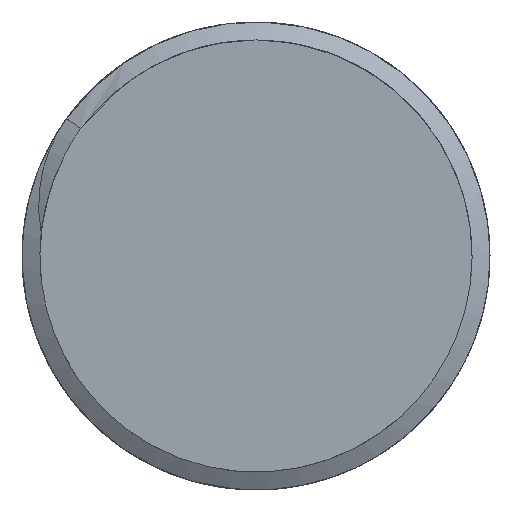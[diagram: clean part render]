
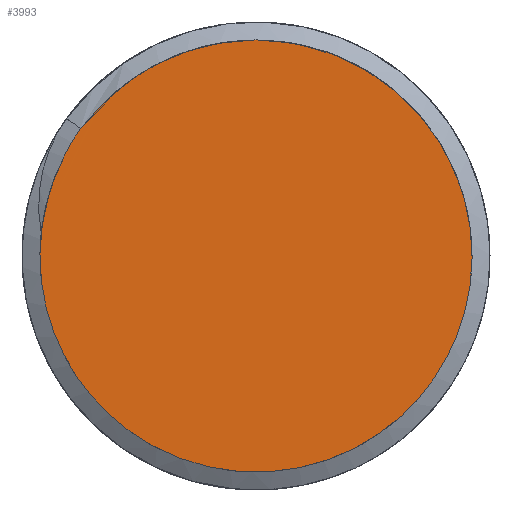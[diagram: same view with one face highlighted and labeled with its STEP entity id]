
A CAD part, left-side view. The second image highlights one B-rep face of the part: STEP entity #3993.
In plain terms, the highlighted free-form (B-spline) face has degree [1, 1] with [2, 2] control points.
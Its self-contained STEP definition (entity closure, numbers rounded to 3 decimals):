
#3757=CARTESIAN_POINT('',(4.,0.,8.375));
#3758=VERTEX_POINT('',#3757);
#3759=CARTESIAN_POINT('',(4.,7.447,3.836));
#3760=VERTEX_POINT('',#3759);
#3761=CARTESIAN_POINT('',(4.,0.,8.375));
#3762=CARTESIAN_POINT('',(4.,-14.506,8.375));
#3763=CARTESIAN_POINT('',(4.,-7.253,-4.188));
#3764=CARTESIAN_POINT('',(4.,0.,-16.75));
#3765=CARTESIAN_POINT('',(4.,7.253,-4.188));
#3766=CARTESIAN_POINT('',(4.,9.539,-0.229));
#3767=CARTESIAN_POINT('',(4.,7.445,3.835));
#3768=(BOUNDED_CURVE()B_SPLINE_CURVE(2,(#3761,#3762,#3763,#3764,#3765,#3766,#3767),.CIRCULAR_ARC.,.F.,.U.)B_SPLINE_CURVE_WITH_KNOTS((3,2,2,3),(0.174,0.507,0.84,1.),.UNSPECIFIED.)CURVE()GEOMETRIC_REPRESENTATION_ITEM()RATIONAL_B_SPLINE_CURVE((1.,0.5,1.,0.5,1.,0.76,0.75))REPRESENTATION_ITEM(''));
#3769=EDGE_CURVE('',#3758,#3760,#3768,.T.);
#3832=CARTESIAN_POINT('',(4.,6.059,5.773));
#3833=VERTEX_POINT('',#3832);
#3841=CARTESIAN_POINT('',(4.,6.063,5.778));
#3842=CARTESIAN_POINT('',(4.,3.588,8.375));
#3843=CARTESIAN_POINT('',(4.,0.,8.375));
#3844=(BOUNDED_CURVE()B_SPLINE_CURVE(2,(#3841,#3842,#3843),.CIRCULAR_ARC.,.F.,.U.)B_SPLINE_CURVE_WITH_KNOTS((3,3),(0.,0.132),.UNSPECIFIED.)CURVE()GEOMETRIC_REPRESENTATION_ITEM()RATIONAL_B_SPLINE_CURVE((0.761,0.802,1.))REPRESENTATION_ITEM(''));
#3845=EDGE_CURVE('',#3833,#3758,#3844,.T.);
#3952=CARTESIAN_POINT('',(4.,6.796,4.938));
#3953=VERTEX_POINT('',#3952);
#3954=CARTESIAN_POINT('',(4.,7.448,3.837));
#3955=CARTESIAN_POINT('',(4.,7.282,4.22));
#3956=CARTESIAN_POINT('',(4.,7.066,4.59));
#3957=CARTESIAN_POINT('',(4.,6.796,4.938));
#3958=B_SPLINE_CURVE_WITH_KNOTS('',3,(#3954,#3955,#3956,#3957),.UNSPECIFIED.,.F.,.U.,(4,4),(0.855,1.),.UNSPECIFIED.);
#3959=EDGE_CURVE('',#3760,#3953,#3958,.T.);
#3969=CARTESIAN_POINT('',(4.,-102.142,-104.386));
#3970=CARTESIAN_POINT('',(4.,102.142,-104.386));
#3971=CARTESIAN_POINT('',(4.,-102.142,99.898));
#3972=CARTESIAN_POINT('',(4.,102.142,99.898));
#3973=B_SPLINE_SURFACE_WITH_KNOTS('',1,1,((#3969,#3970),(#3971,#3972)),.PLANE_SURF.,.F.,.F.,.U.,(2,2),(2,2),(0.,1.),(0.,1.),.UNSPECIFIED.);
#3974=ORIENTED_EDGE('',*,*,#3769,.F.);
#3975=ORIENTED_EDGE('',*,*,#3845,.F.);
#3976=CARTESIAN_POINT('',(3.998,6.21,5.615));
#3977=VERTEX_POINT('',#3976);
#3978=CARTESIAN_POINT('',(4.,6.063,5.778));
#3979=CARTESIAN_POINT('',(4.,6.138,5.698));
#3980=CARTESIAN_POINT('',(4.,6.212,5.617));
#3981=(BOUNDED_CURVE()B_SPLINE_CURVE(2,(#3978,#3979,#3980),.CIRCULAR_ARC.,.F.,.U.)B_SPLINE_CURVE_WITH_KNOTS((3,3),(0.132,0.136),.UNSPECIFIED.)CURVE()GEOMETRIC_REPRESENTATION_ITEM()RATIONAL_B_SPLINE_CURVE((0.761,0.76,0.758))REPRESENTATION_ITEM(''));
#3982=EDGE_CURVE('',#3833,#3977,#3981,.T.);
#3983=ORIENTED_EDGE('',*,*,#3982,.T.);
#3984=CARTESIAN_POINT('',(4.,6.212,5.617));
#3985=CARTESIAN_POINT('',(4.,6.522,5.293));
#3986=CARTESIAN_POINT('',(4.,6.796,4.938));
#3987=B_SPLINE_CURVE_WITH_KNOTS('',2,(#3984,#3985,#3986),.UNSPECIFIED.,.F.,.U.,(3,3),(0.,0.804),.UNSPECIFIED.);
#3988=EDGE_CURVE('',#3977,#3953,#3987,.T.);
#3989=ORIENTED_EDGE('',*,*,#3988,.T.);
#3990=ORIENTED_EDGE('',*,*,#3959,.F.);
#3991=EDGE_LOOP('',(#3974,#3975,#3983,#3989,#3990));
#3992=FACE_OUTER_BOUND('',#3991,.T.);
#3993=ADVANCED_FACE('',(#3992),#3973,.T.);
